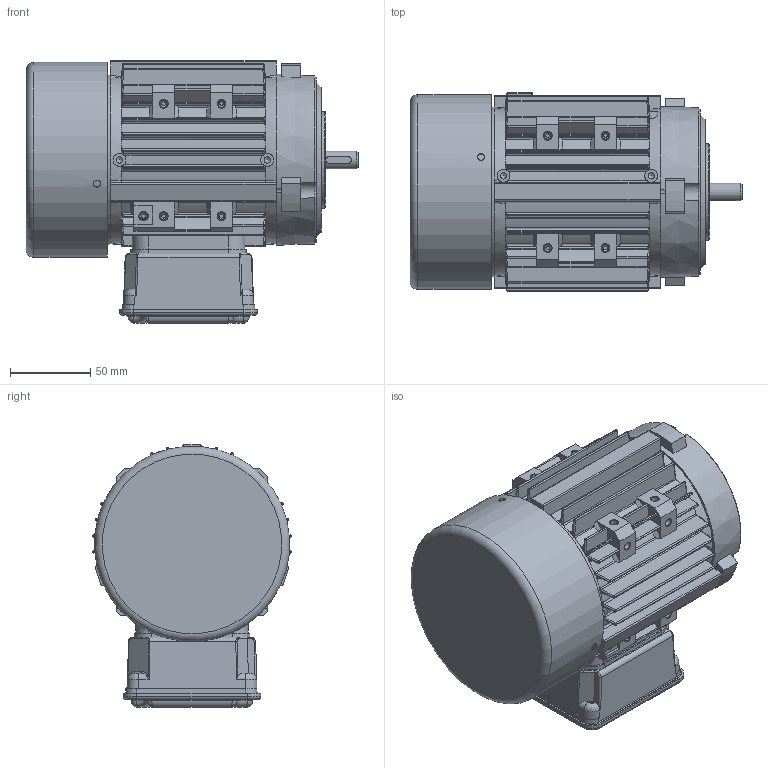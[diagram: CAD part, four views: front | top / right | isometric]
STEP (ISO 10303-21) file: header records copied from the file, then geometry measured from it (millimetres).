
FILE_DESCRIPTION(/* description */ ('AdapterTestApp'),/* implementation_level */ '2;1');
FILE_NAME(/* name */ '3D DA63S B5 NTD IC411',/* time_stamp */ '2015-04-01T13:01:33+02:00',/* author */ ('AdapterTestApp'),/* organization */ ('Siemens PLM Software'),/* preprocessor_version */ 'ST-DEVELOPER v15.6',/* originating_system */ 'DEX',/* authorisation */ $);
FILE_SCHEMA (('AUTOMOTIVE_DESIGN {1 0 10303 214 3 1 1}'));
Products named in the file (1): 3D DA63S B5 NTD IC411
Bounding box: 206.7 x 123.6 x 163.5 mm (x, y, z)
Volume: 550660.7 mm3; surface area: 303573.2 mm2
Topology: 1 solids, 5 shells, 1843 faces, 4733 edges, 2945 vertices
Faces by surface type: plane 606, bspline 524, cylinder 508, cone 148, torus 53, sphere 4
Full cylindrical faces by diameter (mm): 2.8 x2, 3.242 x2, 3.595 x4, 3.7 x3, 3.85 x4, 4 x8, 4.5 x7, 4.7 x1, 4.79 x1, 4.8 x3, 5 x4, 5.188 x4, 5.415 x4, 5.5 x1, 5.8 x4, 6 x4, 8 x6, 10 x2, 11 x1, 14 x1, 19 x1, 47 x2, 60 x2, 94 x1, 96.82 x1, 102 x2, 106 x1, 117 x1, 121.695 x1
Entity records: 87545 total; most frequent: CARTESIAN_POINT 35133, ORIENTED_EDGE 8860, DIRECTION 6961, EDGE_CURVE 4430, VERTEX_POINT 2847, AXIS2_PLACEMENT_3D 2737, FACE_BOUND 2119, EDGE_LOOP 2108
